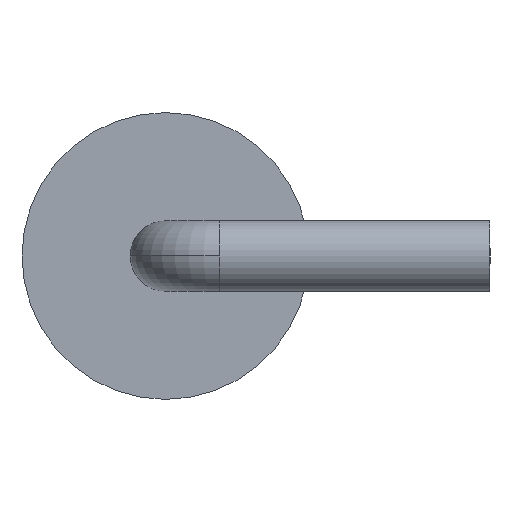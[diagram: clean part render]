
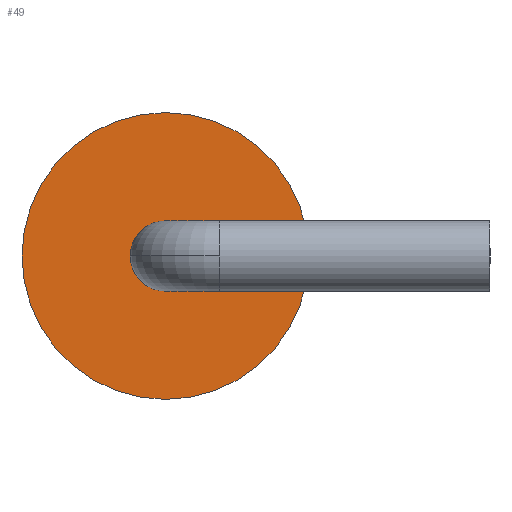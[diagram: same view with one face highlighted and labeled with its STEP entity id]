
A CAD part, left-side view. The second image highlights one B-rep face of the part: STEP entity #49.
In plain terms, the highlighted planar face has unit normal (-1, 0, 0).
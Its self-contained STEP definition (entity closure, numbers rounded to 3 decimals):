
#20 = EDGE_CURVE ( 'NONE', #21, #22, #319, .T. ) ;
#21 = VERTEX_POINT ( 'NONE', #197 ) ;
#22 = VERTEX_POINT ( 'NONE', #196 ) ;
#45 = EDGE_CURVE ( 'NONE', #22, #21, #434, .T. ) ;
#49 = ADVANCED_FACE ( 'NONE', ( #364, #363 ), #348, .F. ) ;
#50 = EDGE_LOOP ( 'NONE', ( #51, #52 ) ) ;
#51 = ORIENTED_EDGE ( 'NONE', *, *, #20, .F. ) ;
#52 = ORIENTED_EDGE ( 'NONE', *, *, #45, .F. ) ;
#85 = EDGE_LOOP ( 'NONE', ( #249, #227 ) ) ;
#110 = VERTEX_POINT ( 'NONE', #496 ) ;
#112 = EDGE_CURVE ( 'NONE', #110, #113, #495, .T. ) ;
#113 = VERTEX_POINT ( 'NONE', #490 ) ;
#123 = EDGE_CURVE ( 'NONE', #113, #110, #468, .T. ) ;
#196 = CARTESIAN_POINT ( 'NONE',  ( -4.75, 0., 2.65 ) ) ;
#197 = CARTESIAN_POINT ( 'NONE',  ( -4.75, 0., -2.65 ) ) ;
#198 = DIRECTION ( 'NONE',  ( 0., 0., -1. ) ) ;
#199 = DIRECTION ( 'NONE',  ( 1., 0., 0. ) ) ;
#200 = CARTESIAN_POINT ( 'NONE',  ( -4.75, 0., 0. ) ) ;
#201 = AXIS2_PLACEMENT_3D ( 'NONE', #200, #199, #198 ) ;
#227 = ORIENTED_EDGE ( 'NONE', *, *, #112, .F. ) ;
#249 = ORIENTED_EDGE ( 'NONE', *, *, #123, .F. ) ;
#319 = CIRCLE ( 'NONE', #201, 2.65 ) ;
#343 = DIRECTION ( 'NONE',  ( 0., 0., -1. ) ) ;
#344 = DIRECTION ( 'NONE',  ( 1., 0., 0. ) ) ;
#345 = CARTESIAN_POINT ( 'NONE',  ( -4.75, 0., 0. ) ) ;
#346 = AXIS2_PLACEMENT_3D ( 'NONE', #345, #344, #343 ) ;
#348 = PLANE ( 'NONE',  #346 ) ;
#363 = FACE_BOUND ( 'NONE', #85, .T. ) ;
#364 = FACE_OUTER_BOUND ( 'NONE', #50, .T. ) ;
#430 = DIRECTION ( 'NONE',  ( 0., 0., -1. ) ) ;
#431 = DIRECTION ( 'NONE',  ( 1., 0., 0. ) ) ;
#432 = CARTESIAN_POINT ( 'NONE',  ( -4.75, 0., 0. ) ) ;
#433 = AXIS2_PLACEMENT_3D ( 'NONE', #432, #431, #430 ) ;
#434 = CIRCLE ( 'NONE', #433, 2.65 ) ;
#464 = DIRECTION ( 'NONE',  ( 0., 0., -1. ) ) ;
#465 = DIRECTION ( 'NONE',  ( -1., 0., 0. ) ) ;
#466 = CARTESIAN_POINT ( 'NONE',  ( -4.75, 0., 0. ) ) ;
#467 = AXIS2_PLACEMENT_3D ( 'NONE', #466, #465, #464 ) ;
#468 = CIRCLE ( 'NONE', #467, 0.65 ) ;
#490 = CARTESIAN_POINT ( 'NONE',  ( -4.75, 0.65, 0. ) ) ;
#491 = DIRECTION ( 'NONE',  ( 0., 0., -1. ) ) ;
#492 = DIRECTION ( 'NONE',  ( -1., 0., 0. ) ) ;
#493 = CARTESIAN_POINT ( 'NONE',  ( -4.75, 0., 0. ) ) ;
#494 = AXIS2_PLACEMENT_3D ( 'NONE', #493, #492, #491 ) ;
#495 = CIRCLE ( 'NONE', #494, 0.65 ) ;
#496 = CARTESIAN_POINT ( 'NONE',  ( -4.75, -0.65, 0. ) ) ;
